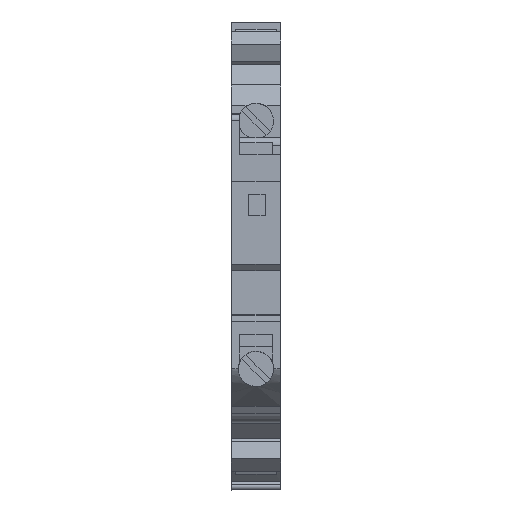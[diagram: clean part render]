
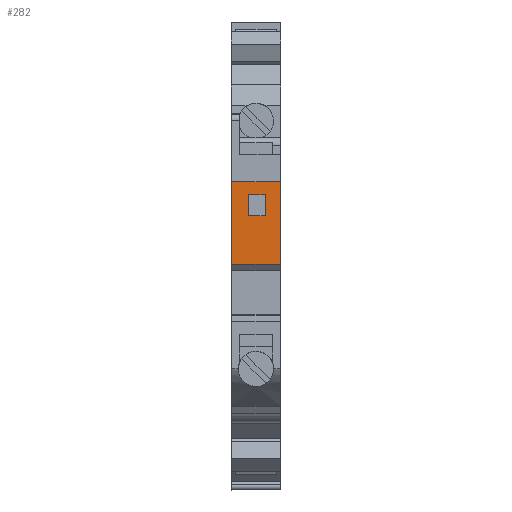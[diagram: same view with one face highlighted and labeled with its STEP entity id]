
A CAD part, top view. The second image highlights one B-rep face of the part: STEP entity #282.
In plain terms, the highlighted planar face has unit normal (0, 0, 1).
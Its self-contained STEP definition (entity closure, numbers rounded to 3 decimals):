
#282=ADVANCED_FACE('',(#745,#746),#747,.F.);
#745=FACE_OUTER_BOUND('',#1387,.T.);
#746=FACE_BOUND('',#1388,.T.);
#747=PLANE('',#1389);
#1387=EDGE_LOOP('',(#2269,#2270,#2271,#2272));
#1388=EDGE_LOOP('',(#2273,#2274,#2275,#2276));
#1389=AXIS2_PLACEMENT_3D('',#2277,#2278,#2279);
#2269=ORIENTED_EDGE('',*,*,#4102,.F.);
#2270=ORIENTED_EDGE('',*,*,#4245,.T.);
#2271=ORIENTED_EDGE('',*,*,#4246,.F.);
#2272=ORIENTED_EDGE('',*,*,#4242,.T.);
#2273=ORIENTED_EDGE('',*,*,#4247,.F.);
#2274=ORIENTED_EDGE('',*,*,#4248,.F.);
#2275=ORIENTED_EDGE('',*,*,#4249,.F.);
#2276=ORIENTED_EDGE('',*,*,#4250,.T.);
#2277=CARTESIAN_POINT('',(6.15,34.15,72.3));
#2278=DIRECTION('',(0.,0.,-1.0));
#2279=DIRECTION('',(-1.0,0.,0.));
#4102=EDGE_CURVE('',#4993,#4995,#4996,.T.);
#4242=EDGE_CURVE('',#5252,#4995,#5253,.T.);
#4245=EDGE_CURVE('',#4993,#5256,#5257,.T.);
#4246=EDGE_CURVE('',#5252,#5256,#5258,.T.);
#4247=EDGE_CURVE('',#5259,#5260,#5261,.T.);
#4248=EDGE_CURVE('',#5262,#5259,#5263,.T.);
#4249=EDGE_CURVE('',#5264,#5262,#5265,.T.);
#4250=EDGE_CURVE('',#5264,#5260,#5266,.T.);
#4993=VERTEX_POINT('',#6562);
#4995=VERTEX_POINT('',#6565);
#4996=LINE('',#6566,#6567);
#5252=VERTEX_POINT('',#6922);
#5253=LINE('',#6923,#6924);
#5256=VERTEX_POINT('',#6928);
#5257=LINE('',#6929,#6930);
#5258=LINE('',#6931,#6932);
#5259=VERTEX_POINT('',#6933);
#5260=VERTEX_POINT('',#6934);
#5261=LINE('',#6935,#6936);
#5262=VERTEX_POINT('',#6937);
#5263=LINE('',#6938,#6939);
#5264=VERTEX_POINT('',#6940);
#5265=LINE('',#6941,#6942);
#5266=LINE('',#6943,#6944);
#6562=CARTESIAN_POINT('',(0.05,27.797,72.3));
#6565=CARTESIAN_POINT('',(0.05,37.962,72.3));
#6566=CARTESIAN_POINT('',(0.05,-0.466,72.3));
#6567=VECTOR('',#8538,1.0);
#6922=CARTESIAN_POINT('',(6.1,37.962,72.3));
#6923=CARTESIAN_POINT('',(5.8,37.962,72.3));
#6924=VECTOR('',#8728,1.0);
#6928=CARTESIAN_POINT('',(6.1,27.797,72.3));
#6929=CARTESIAN_POINT('',(5.8,27.797,72.3));
#6930=VECTOR('',#8730,1.0);
#6931=CARTESIAN_POINT('',(6.1,-0.466,72.3));
#6932=VECTOR('',#8731,1.0);
#6933=CARTESIAN_POINT('',(2.125,36.375,72.3));
#6934=CARTESIAN_POINT('',(2.125,33.775,72.3));
#6935=CARTESIAN_POINT('',(2.125,-0.466,72.3));
#6936=VECTOR('',#8732,1.0);
#6937=CARTESIAN_POINT('',(4.225,36.375,72.3));
#6938=CARTESIAN_POINT('',(5.8,36.375,72.3));
#6939=VECTOR('',#8733,1.0);
#6940=CARTESIAN_POINT('',(4.225,33.775,72.3));
#6941=CARTESIAN_POINT('',(4.225,-0.466,72.3));
#6942=VECTOR('',#8734,1.0);
#6943=CARTESIAN_POINT('',(5.8,33.775,72.3));
#6944=VECTOR('',#8735,1.0);
#8538=DIRECTION('',(0.,1.0,0.));
#8728=DIRECTION('',(-1.0,0.,0.));
#8730=DIRECTION('',(1.0,0.,0.));
#8731=DIRECTION('',(0.,-1.0,0.));
#8732=DIRECTION('',(0.,-1.0,0.));
#8733=DIRECTION('',(-1.0,0.,0.));
#8734=DIRECTION('',(0.,1.0,0.));
#8735=DIRECTION('',(-1.0,0.,0.));
